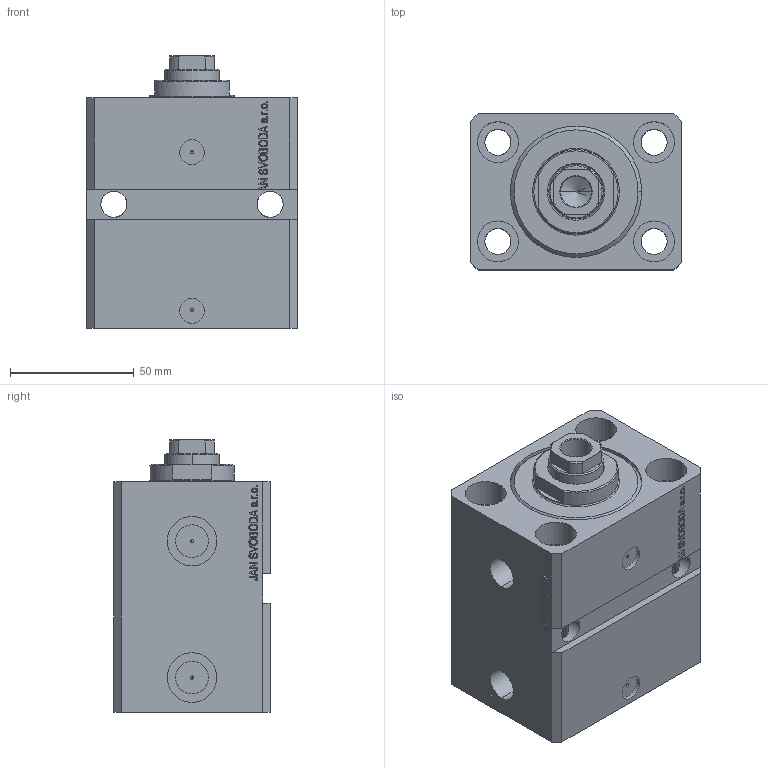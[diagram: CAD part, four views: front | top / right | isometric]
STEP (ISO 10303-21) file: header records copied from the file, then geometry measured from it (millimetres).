
FILE_DESCRIPTION (( 'STEP AP203' ), '1' );
FILE_NAME ('bd6b.STEP', '2022-05-18T08:33:59', ( '' ), ( '' ), 'SwSTEP 2.0', 'SolidWorks 2019', '' );
FILE_SCHEMA (( 'CONFIG_CONTROL_DESIGN' ));
Length unit declared in the file: millimetre
Products named in the file (4): V250CE_C_VCP b5054a15814478f903ec7e84ea6fda50; V250CE_E_Body b5054a15814478f903ec7e84ea6fda50; V250CE_VC_E b5054a15814478f903ec7e84ea6fda50; bd6b
Assembly tree (3 placements, depth 2):
  bd6b
    V250CE_E_Body b5054a15814478f903ec7e84ea6fda50
    V250CE_C_VCP b5054a15814478f903ec7e84ea6fda50
    V250CE_VC_E b5054a15814478f903ec7e84ea6fda50
Bounding box: 85 x 63 x 109.9 mm (x, y, z)
Volume: 423536.3 mm3; surface area: 90541.2 mm2
Topology: 3 solids, 3 shells, 933 faces, 2407 edges, 1581 vertices
Faces by surface type: plane 463, bspline 356, cylinder 96, cone 12, torus 6
Entity records: 45381 total; most frequent: CARTESIAN_POINT 24557, ORIENTED_EDGE 4810, DIRECTION 2997, EDGE_CURVE 2405, VERTEX_POINT 1581, VECTOR 1471, LINE 1471, EDGE_LOOP 1068
